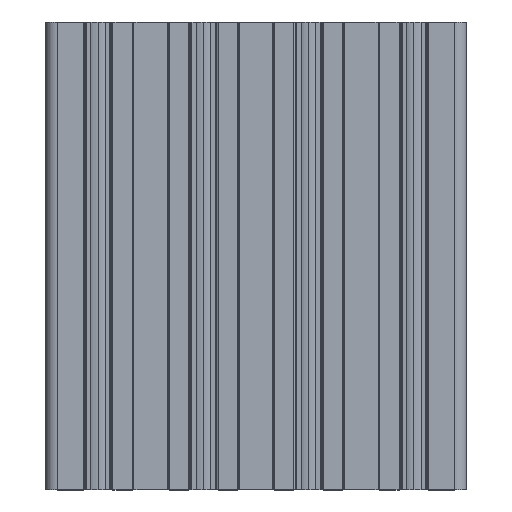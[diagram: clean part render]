
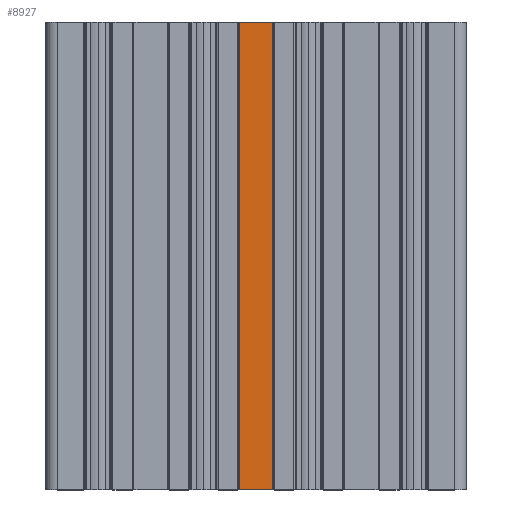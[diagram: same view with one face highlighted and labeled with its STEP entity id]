
A CAD part, top view. The second image highlights one B-rep face of the part: STEP entity #8927.
In plain terms, the highlighted planar face has unit normal (0, 0, 1).
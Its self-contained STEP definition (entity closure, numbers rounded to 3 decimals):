
#2483 = VERTEX_POINT ( 'NONE', #40613 ) ;
#4141 = FACE_OUTER_BOUND ( 'NONE', #42508, .T. ) ;
#8061 = CARTESIAN_POINT ( 'NONE',  ( -7.2, 0., 44. ) ) ;
#8927 = ADVANCED_FACE ( 'NONE', ( #4141 ), #14731, .T. ) ;
#9940 = CARTESIAN_POINT ( 'NONE',  ( 7.2, 200., 44. ) ) ;
#10413 = ORIENTED_EDGE ( 'NONE', *, *, #34394, .T. ) ;
#10899 = CARTESIAN_POINT ( 'NONE',  ( -7.2, 0., 44. ) ) ;
#13260 = LINE ( 'NONE', #25866, #30944 ) ;
#14180 = EDGE_CURVE ( 'NONE', #24278, #31303, #30984, .T. ) ;
#14323 = EDGE_CURVE ( 'NONE', #36994, #2483, #13260, .T. ) ;
#14455 = VECTOR ( 'NONE', #14471, 1000. ) ;
#14471 = DIRECTION ( 'NONE',  ( 0., 1., 0. ) ) ;
#14619 = CARTESIAN_POINT ( 'NONE',  ( 7.2, 0., 44. ) ) ;
#14731 = PLANE ( 'NONE',  #27934 ) ;
#14981 = LINE ( 'NONE', #14619, #14455 ) ;
#15567 = ORIENTED_EDGE ( 'NONE', *, *, #24488, .T. ) ;
#16402 = CARTESIAN_POINT ( 'NONE',  ( -7.2, 200., 44. ) ) ;
#20087 = ORIENTED_EDGE ( 'NONE', *, *, #14323, .T. ) ;
#20146 = DIRECTION ( 'NONE',  ( 0., -1., 0. ) ) ;
#24278 = VERTEX_POINT ( 'NONE', #16402 ) ;
#24488 = EDGE_CURVE ( 'NONE', #24278, #36994, #41527, .T. ) ;
#25429 = CARTESIAN_POINT ( 'NONE',  ( 0., 200., 44. ) ) ;
#25866 = CARTESIAN_POINT ( 'NONE',  ( -7.2, 0., 44. ) ) ;
#27934 = AXIS2_PLACEMENT_3D ( 'NONE', #8061, #38005, #34780 ) ;
#30944 = VECTOR ( 'NONE', #32584, 1000. ) ;
#30984 = LINE ( 'NONE', #25429, #41420 ) ;
#31303 = VERTEX_POINT ( 'NONE', #9940 ) ;
#32011 = DIRECTION ( 'NONE',  ( 1., 0., 0. ) ) ;
#32584 = DIRECTION ( 'NONE',  ( 1., 0., 0. ) ) ;
#34394 = EDGE_CURVE ( 'NONE', #2483, #31303, #14981, .T. ) ;
#34780 = DIRECTION ( 'NONE',  ( 1., 0., 0. ) ) ;
#36521 = CARTESIAN_POINT ( 'NONE',  ( -7.2, 0., 44. ) ) ;
#36994 = VERTEX_POINT ( 'NONE', #36521 ) ;
#37889 = VECTOR ( 'NONE', #20146, 1000. ) ;
#38005 = DIRECTION ( 'NONE',  ( 0., 0., 1. ) ) ;
#39597 = ORIENTED_EDGE ( 'NONE', *, *, #14180, .F. ) ;
#40613 = CARTESIAN_POINT ( 'NONE',  ( 7.2, 0., 44. ) ) ;
#41420 = VECTOR ( 'NONE', #32011, 1000. ) ;
#41527 = LINE ( 'NONE', #10899, #37889 ) ;
#42508 = EDGE_LOOP ( 'NONE', ( #20087, #10413, #39597, #15567 ) ) ;
